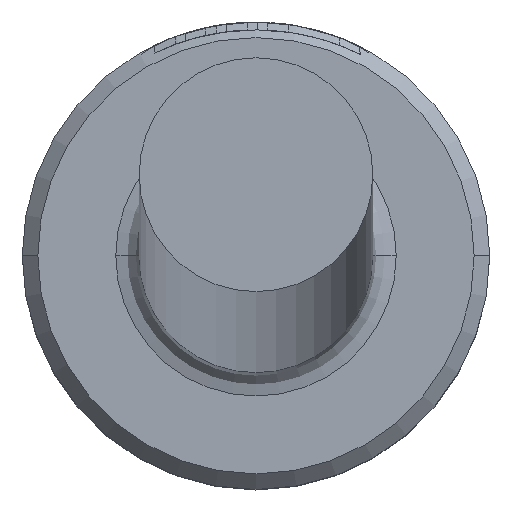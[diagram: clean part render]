
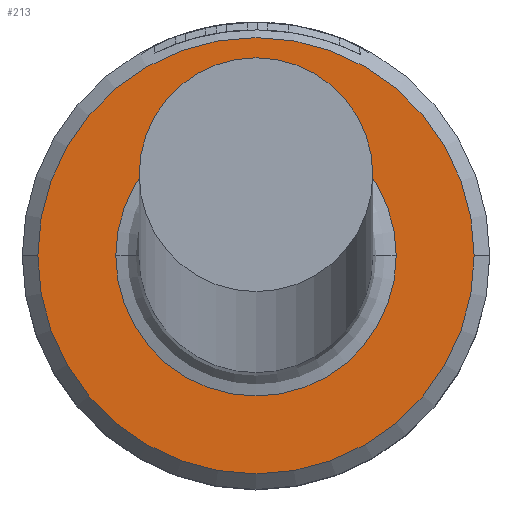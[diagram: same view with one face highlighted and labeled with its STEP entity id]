
A CAD part, top view. The second image highlights one B-rep face of the part: STEP entity #213.
In plain terms, the highlighted planar face has unit normal (0, 0, 1).
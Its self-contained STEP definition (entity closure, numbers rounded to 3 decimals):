
#4 = FACE_OUTER_BOUND ( 'NONE', #985, .T. ) ;
#9 = PLANE ( 'NONE',  #1083 ) ;
#18 = DIRECTION ( 'NONE',  ( 0., 0., 1. ) ) ;
#20 = EDGE_CURVE ( 'NONE', #639, #630, #191, .T. ) ;
#24 = DIRECTION ( 'NONE',  ( 1., 0., 0. ) ) ;
#26 = FACE_BOUND ( 'NONE', #299, .T. ) ;
#60 = CARTESIAN_POINT ( 'NONE',  ( 2.8, 0., 4. ) ) ;
#135 = CIRCLE ( 'NONE', #209, 1.8 ) ;
#138 = DIRECTION ( 'NONE',  ( 0., 0., -1. ) ) ;
#141 = CARTESIAN_POINT ( 'NONE',  ( 1.8, 0., 4. ) ) ;
#188 = AXIS2_PLACEMENT_3D ( 'NONE', #1027, #863, #1133 ) ;
#191 = CIRCLE ( 'NONE', #188, 1.8 ) ;
#209 = AXIS2_PLACEMENT_3D ( 'NONE', #677, #138, #787 ) ;
#213 = ADVANCED_FACE ( 'NONE', ( #4, #26 ), #9, .T. ) ;
#214 = CIRCLE ( 'NONE', #789, 2.8 ) ;
#266 = ORIENTED_EDGE ( 'NONE', *, *, #872, .T. ) ;
#269 = CARTESIAN_POINT ( 'NONE',  ( -2.8, 0., 4. ) ) ;
#299 = EDGE_LOOP ( 'NONE', ( #747, #266 ) ) ;
#400 = CARTESIAN_POINT ( 'NONE',  ( 0., 0., 4. ) ) ;
#437 = CARTESIAN_POINT ( 'NONE',  ( 0., 0., 4. ) ) ;
#449 = AXIS2_PLACEMENT_3D ( 'NONE', #529, #1145, #619 ) ;
#524 = DIRECTION ( 'NONE',  ( 1., 0., 0. ) ) ;
#529 = CARTESIAN_POINT ( 'NONE',  ( 0., 0., 4. ) ) ;
#565 = CIRCLE ( 'NONE', #449, 2.8 ) ;
#619 = DIRECTION ( 'NONE',  ( 1., 0., 0. ) ) ;
#630 = VERTEX_POINT ( 'NONE', #141 ) ;
#639 = VERTEX_POINT ( 'NONE', #793 ) ;
#662 = VERTEX_POINT ( 'NONE', #60 ) ;
#677 = CARTESIAN_POINT ( 'NONE',  ( 0., 0., 4. ) ) ;
#723 = EDGE_CURVE ( 'NONE', #662, #1038, #214, .T. ) ;
#747 = ORIENTED_EDGE ( 'NONE', *, *, #20, .T. ) ;
#787 = DIRECTION ( 'NONE',  ( -1., 0., 0. ) ) ;
#789 = AXIS2_PLACEMENT_3D ( 'NONE', #437, #1056, #524 ) ;
#793 = CARTESIAN_POINT ( 'NONE',  ( -1.8, 0., 4. ) ) ;
#863 = DIRECTION ( 'NONE',  ( 0., 0., -1. ) ) ;
#872 = EDGE_CURVE ( 'NONE', #630, #639, #135, .T. ) ;
#961 = EDGE_CURVE ( 'NONE', #1038, #662, #565, .T. ) ;
#985 = EDGE_LOOP ( 'NONE', ( #1025, #1156 ) ) ;
#1025 = ORIENTED_EDGE ( 'NONE', *, *, #961, .T. ) ;
#1027 = CARTESIAN_POINT ( 'NONE',  ( 0., 0., 4. ) ) ;
#1038 = VERTEX_POINT ( 'NONE', #269 ) ;
#1056 = DIRECTION ( 'NONE',  ( 0., 0., 1. ) ) ;
#1083 = AXIS2_PLACEMENT_3D ( 'NONE', #400, #18, #24 ) ;
#1133 = DIRECTION ( 'NONE',  ( -1., 0., 0. ) ) ;
#1145 = DIRECTION ( 'NONE',  ( 0., 0., 1. ) ) ;
#1156 = ORIENTED_EDGE ( 'NONE', *, *, #723, .T. ) ;
